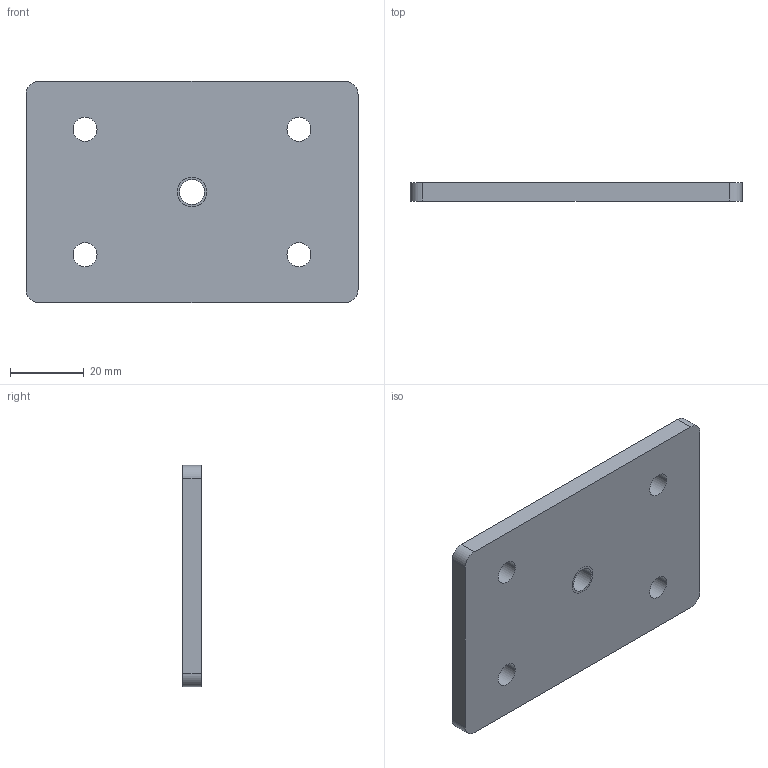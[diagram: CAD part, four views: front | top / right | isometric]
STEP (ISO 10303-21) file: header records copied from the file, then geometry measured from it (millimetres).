
FILE_DESCRIPTION((''),'2;1');
FILE_NAME('JC35TS-0688','2021-01-06T16:57:17',('sa'),('捷昌驱动'),'CREO PARAMETRIC BY PTC INC, 2018100','CREO PARAMETRIC BY PTC INC, 2018100','');
FILE_SCHEMA(('CONFIG_CONTROL_DESIGN'));
Length unit declared in the file: millimetre
Products named in the file (1): JC35TS-0688
Bounding box: 90 x 5 x 60 mm (x, y, z)
Volume: 26078.9 mm3; surface area: 12647.9 mm2
Topology: 1 solids, 2 shells, 243 faces, 672 edges, 448 vertices
Faces by surface type: extrusion 128, plane 99, cylinder 16
Entity records: 8239 total; most frequent: CARTESIAN_POINT 2433, ORIENTED_EDGE 1340, DIRECTION 808, EDGE_CURVE 672, VECTOR 512, VERTEX_POINT 448, LINE 384, B_SPLINE_CURVE_WITH_KNOTS 384
